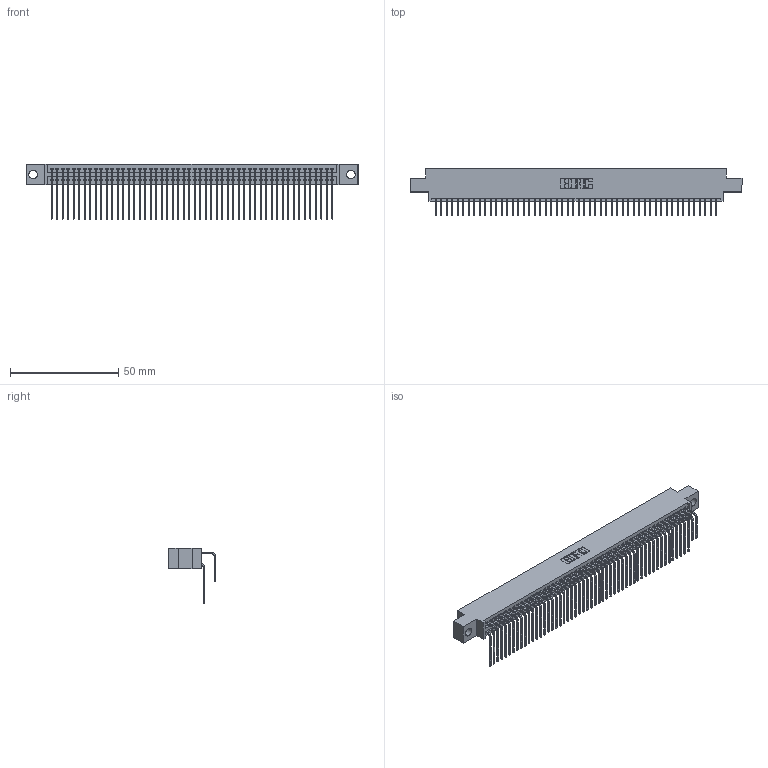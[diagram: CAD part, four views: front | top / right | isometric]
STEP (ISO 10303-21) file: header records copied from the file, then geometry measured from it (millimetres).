
FILE_DESCRIPTION (( 'STEP AP203' ), '1' );
FILE_NAME ('345-104-558-804.STEP', '2021-05-21T13:44:06', ( '' ), ( '' ), 'SwSTEP 2.0', 'SolidWorks 2020', '' );
FILE_SCHEMA (( 'CONFIG_CONTROL_DESIGN' ));
Length unit declared in the file: inch
Products named in the file (4): 345-292-001_558 559 Tail - 1; 345-104-558-804; 345 Part_0.170 Offset - 0.156 Dia-TI; 345-292-001_558 Tail - 2
Assembly tree (105 placements, depth 2):
  345-104-558-804
    345 Part_0.170 Offset - 0.156 Dia-TI
    345-292-001_558 559 Tail - 1  x52
    345-292-001_558 Tail - 2  x52
Bounding box: 153.29 x 21.83 x 25.53 mm (x, y, z)
Volume: 15364.1 mm3; surface area: 25720.6 mm2
Topology: 105 solids, 105 shells, 5552 faces, 16509 edges, 10866 vertices
Faces by surface type: plane 3738, cylinder 1814
Entity records: 41657 total; most frequent: CARTESIAN_POINT 7025, ORIENTED_EDGE 6906, DIRECTION 6153, EDGE_CURVE 3453, LINE 3073, VECTOR 3073, VERTEX_POINT 2298, AXIS2_PLACEMENT_3D 1540
